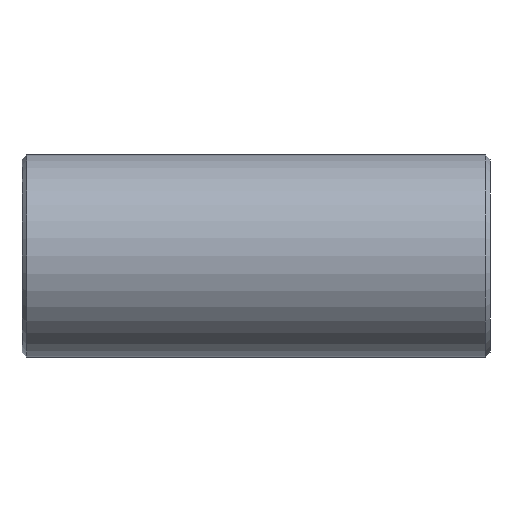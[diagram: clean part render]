
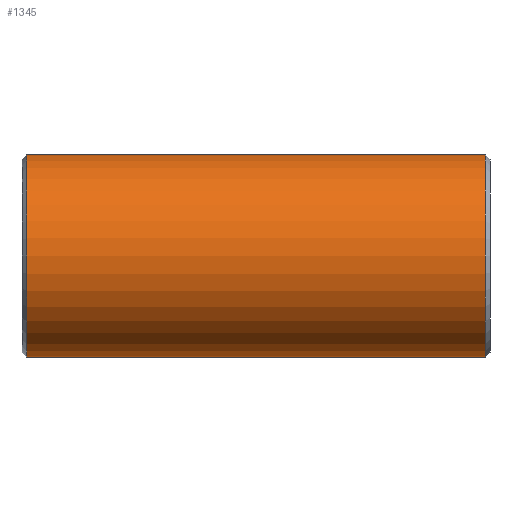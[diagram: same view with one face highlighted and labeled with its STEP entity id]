
A CAD part, front view. The second image highlights one B-rep face of the part: STEP entity #1345.
In plain terms, the highlighted cylindrical face has radius 10.8 mm (diameter 21.6 mm), a full revolution.
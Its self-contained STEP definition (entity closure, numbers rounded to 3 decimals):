
#7 = ORIENTED_EDGE ( 'NONE', *, *, #5029, .T. ) ;
#227 = DIRECTION ( 'NONE',  ( 1., 0., 0. ) ) ;
#277 = AXIS2_PLACEMENT_3D ( 'NONE', #5077, #3469, #1428 ) ;
#333 = AXIS2_PLACEMENT_3D ( 'NONE', #1844, #227, #2259 ) ;
#569 = EDGE_LOOP ( 'NONE', ( #882, #7 ) ) ;
#598 = CARTESIAN_POINT ( 'NONE',  ( 0., 0., -10.8 ) ) ;
#882 = ORIENTED_EDGE ( 'NONE', *, *, #4394, .T. ) ;
#1190 = VERTEX_POINT ( 'NONE', #3932 ) ;
#1345 = ADVANCED_FACE ( 'NONE', ( #5225, #3868, #4448 ), #2352, .T. ) ;
#1428 = DIRECTION ( 'NONE',  ( 0., 0., 1. ) ) ;
#1621 = CIRCLE ( 'NONE', #2983, 10.8 ) ;
#1844 = CARTESIAN_POINT ( 'NONE',  ( 0., 0., 0. ) ) ;
#2044 = CIRCLE ( 'NONE', #277, 10.8 ) ;
#2131 = CARTESIAN_POINT ( 'NONE',  ( 0., 0., 10.8 ) ) ;
#2259 = DIRECTION ( 'NONE',  ( 0., 0., -1. ) ) ;
#2280 = CARTESIAN_POINT ( 'NONE',  ( 24.5, 0., -10.8 ) ) ;
#2352 = CYLINDRICAL_SURFACE ( 'NONE', #333, 10.8 ) ;
#2426 = EDGE_LOOP ( 'NONE', ( #2716 ) ) ;
#2716 = ORIENTED_EDGE ( 'NONE', *, *, #4958, .T. ) ;
#2768 = EDGE_LOOP ( 'NONE', ( #2964 ) ) ;
#2964 = ORIENTED_EDGE ( 'NONE', *, *, #3308, .T. ) ;
#2983 = AXIS2_PLACEMENT_3D ( 'NONE', #3631, #3236, #4957 ) ;
#3092 = VERTEX_POINT ( 'NONE', #3918 ) ;
#3236 = DIRECTION ( 'NONE',  ( -1., 0., 0. ) ) ;
#3246 = CARTESIAN_POINT ( 'NONE',  ( 25.1, 21.6, 10.8 ) ) ;
#3308 = EDGE_CURVE ( 'NONE', #4730, #4730, #1621, .T. ) ;
#3469 = DIRECTION ( 'NONE',  ( 1., 0., 0. ) ) ;
#3616 = CARTESIAN_POINT ( 'NONE',  ( 25.1, 21.6, -10.8 ) ) ;
#3631 = CARTESIAN_POINT ( 'NONE',  ( 24.5, 0., 0. ) ) ;
#3868 = FACE_OUTER_BOUND ( 'NONE', #2426, .T. ) ;
#3918 = CARTESIAN_POINT ( 'NONE',  ( -24.5, 0., 10.8 ) ) ;
#3932 = CARTESIAN_POINT ( 'NONE',  ( 0., 0., -10.8 ) ) ;
#4253 = CARTESIAN_POINT ( 'NONE',  ( -25.1, 21.6, -10.8 ) ) ;
#4394 = EDGE_CURVE ( 'NONE', #4906, #1190, #5182, .T. ) ;
#4448 = FACE_BOUND ( 'NONE', #569, .T. ) ;
#4576 = CARTESIAN_POINT ( 'NONE',  ( -25.1, 21.6, 10.8 ) ) ;
#4730 = VERTEX_POINT ( 'NONE', #2280 ) ;
#4832 = CARTESIAN_POINT ( 'NONE',  ( 0., 0., 10.8 ) ) ;
#4906 = VERTEX_POINT ( 'NONE', #5159 ) ;
#4957 = DIRECTION ( 'NONE',  ( 0., 0., -1. ) ) ;
#4958 = EDGE_CURVE ( 'NONE', #3092, #3092, #2044, .T. ) ;
#5029 = EDGE_CURVE ( 'NONE', #1190, #4906, #5044, .T. ) ;
#5044 =( BOUNDED_CURVE ( )  B_SPLINE_CURVE ( 3, ( #5207, #3616, #3246, #4832 ),
 .UNSPECIFIED., .F., .F. ) 
 B_SPLINE_CURVE_WITH_KNOTS ( ( 4, 4 ),
 ( 1.571, 4.712 ),
 .UNSPECIFIED. ) 
 CURVE ( )  GEOMETRIC_REPRESENTATION_ITEM ( )  RATIONAL_B_SPLINE_CURVE ( ( 1., 0.333, 0.333, 1. ) ) 
 REPRESENTATION_ITEM ( '' )  );
#5077 = CARTESIAN_POINT ( 'NONE',  ( -24.5, 0., 0. ) ) ;
#5159 = CARTESIAN_POINT ( 'NONE',  ( 0., 0., 10.8 ) ) ;
#5182 =( BOUNDED_CURVE ( )  B_SPLINE_CURVE ( 3, ( #2131, #4576, #4253, #598 ),
 .UNSPECIFIED., .F., .T. ) 
 B_SPLINE_CURVE_WITH_KNOTS ( ( 4, 4 ),
 ( 1.571, 4.712 ),
 .UNSPECIFIED. ) 
 CURVE ( )  GEOMETRIC_REPRESENTATION_ITEM ( )  RATIONAL_B_SPLINE_CURVE ( ( 1., 0.333, 0.333, 1. ) ) 
 REPRESENTATION_ITEM ( '' )  );
#5207 = CARTESIAN_POINT ( 'NONE',  ( 0., 0., -10.8 ) ) ;
#5225 = FACE_OUTER_BOUND ( 'NONE', #2768, .T. ) ;
